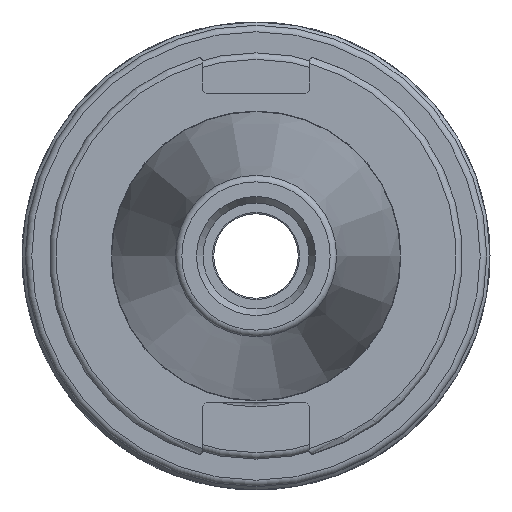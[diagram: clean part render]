
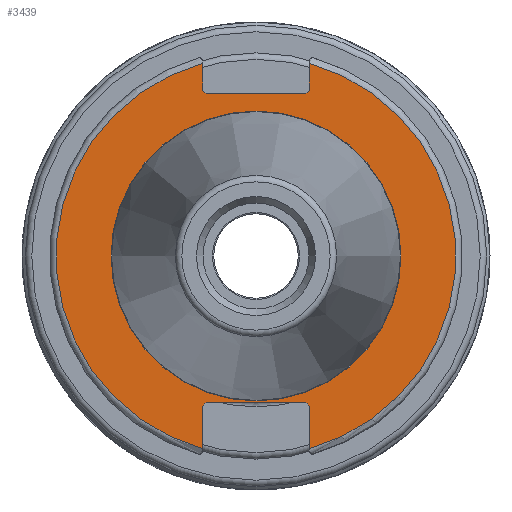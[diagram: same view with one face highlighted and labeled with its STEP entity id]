
A CAD part, left-side view. The second image highlights one B-rep face of the part: STEP entity #3439.
In plain terms, the highlighted planar face has unit normal (-1, 0, 0).
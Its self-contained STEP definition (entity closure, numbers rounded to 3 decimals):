
#200=FACE_BOUND('',#538,.T.);
#222=PLANE('',#3779);
#332=FACE_OUTER_BOUND('',#537,.T.);
#537=EDGE_LOOP('',(#2479,#2480,#2481,#2482,#2483,#2484,#2485,#2486,#2487,
#2488,#2489,#2490));
#538=EDGE_LOOP('',(#2491,#2492));
#725=LINE('',#5319,#966);
#726=LINE('',#5321,#967);
#727=LINE('',#5323,#968);
#728=LINE('',#5325,#969);
#729=LINE('',#5327,#970);
#730=LINE('',#5331,#971);
#731=LINE('',#5333,#972);
#732=LINE('',#5335,#973);
#733=LINE('',#5337,#974);
#734=LINE('',#5338,#975);
#966=VECTOR('',#4310,10.);
#967=VECTOR('',#4311,10.);
#968=VECTOR('',#4312,10.);
#969=VECTOR('',#4313,10.);
#970=VECTOR('',#4314,10.);
#971=VECTOR('',#4317,10.);
#972=VECTOR('',#4318,10.);
#973=VECTOR('',#4319,10.);
#974=VECTOR('',#4320,10.);
#975=VECTOR('',#4321,10.);
#1259=CIRCLE('',#3775,22.3);
#1260=CIRCLE('',#3776,22.3);
#1263=CIRCLE('',#3780,30.75);
#1264=CIRCLE('',#3781,30.75);
#1467=VERTEX_POINT('',#5306);
#1468=VERTEX_POINT('',#5308);
#1470=VERTEX_POINT('',#5315);
#1471=VERTEX_POINT('',#5316);
#1472=VERTEX_POINT('',#5318);
#1473=VERTEX_POINT('',#5320);
#1474=VERTEX_POINT('',#5322);
#1475=VERTEX_POINT('',#5324);
#1476=VERTEX_POINT('',#5326);
#1477=VERTEX_POINT('',#5328);
#1478=VERTEX_POINT('',#5330);
#1479=VERTEX_POINT('',#5332);
#1480=VERTEX_POINT('',#5334);
#1481=VERTEX_POINT('',#5336);
#1854=EDGE_CURVE('',#1467,#1468,#1259,.T.);
#1855=EDGE_CURVE('',#1468,#1467,#1260,.T.);
#1858=EDGE_CURVE('',#1470,#1471,#1263,.T.);
#1859=EDGE_CURVE('',#1470,#1472,#725,.T.);
#1860=EDGE_CURVE('',#1473,#1472,#726,.T.);
#1861=EDGE_CURVE('',#1473,#1474,#727,.T.);
#1862=EDGE_CURVE('',#1475,#1474,#728,.T.);
#1863=EDGE_CURVE('',#1475,#1476,#729,.T.);
#1864=EDGE_CURVE('',#1477,#1476,#1264,.T.);
#1865=EDGE_CURVE('',#1477,#1478,#730,.T.);
#1866=EDGE_CURVE('',#1479,#1478,#731,.T.);
#1867=EDGE_CURVE('',#1479,#1480,#732,.T.);
#1868=EDGE_CURVE('',#1481,#1480,#733,.T.);
#1869=EDGE_CURVE('',#1481,#1471,#734,.T.);
#2479=ORIENTED_EDGE('',*,*,#1858,.F.);
#2480=ORIENTED_EDGE('',*,*,#1859,.T.);
#2481=ORIENTED_EDGE('',*,*,#1860,.F.);
#2482=ORIENTED_EDGE('',*,*,#1861,.T.);
#2483=ORIENTED_EDGE('',*,*,#1862,.F.);
#2484=ORIENTED_EDGE('',*,*,#1863,.T.);
#2485=ORIENTED_EDGE('',*,*,#1864,.F.);
#2486=ORIENTED_EDGE('',*,*,#1865,.T.);
#2487=ORIENTED_EDGE('',*,*,#1866,.F.);
#2488=ORIENTED_EDGE('',*,*,#1867,.T.);
#2489=ORIENTED_EDGE('',*,*,#1868,.F.);
#2490=ORIENTED_EDGE('',*,*,#1869,.T.);
#2491=ORIENTED_EDGE('',*,*,#1855,.F.);
#2492=ORIENTED_EDGE('',*,*,#1854,.F.);
#3439=ADVANCED_FACE('',(#332,#200),#222,.T.);
#3775=AXIS2_PLACEMENT_3D('',#5309,#4298,#4299);
#3776=AXIS2_PLACEMENT_3D('',#5310,#4300,#4301);
#3779=AXIS2_PLACEMENT_3D('',#5314,#4306,#4307);
#3780=AXIS2_PLACEMENT_3D('',#5317,#4308,#4309);
#3781=AXIS2_PLACEMENT_3D('',#5329,#4315,#4316);
#4298=DIRECTION('center_axis',(-1.,0.,0.));
#4299=DIRECTION('ref_axis',(0.,-1.,0.));
#4300=DIRECTION('center_axis',(-1.,0.,0.));
#4301=DIRECTION('ref_axis',(0.,-1.,0.));
#4306=DIRECTION('center_axis',(-1.,0.,0.));
#4307=DIRECTION('ref_axis',(0.,0.,1.));
#4308=DIRECTION('center_axis',(1.,0.,0.));
#4309=DIRECTION('ref_axis',(0.,-1.,0.));
#4310=DIRECTION('',(0.,0.,-1.));
#4311=DIRECTION('',(0.,-0.707,0.707));
#4312=DIRECTION('',(0.,1.,0.));
#4313=DIRECTION('',(0.,-0.707,-0.707));
#4314=DIRECTION('',(0.,0.,1.));
#4315=DIRECTION('center_axis',(1.,0.,0.));
#4316=DIRECTION('ref_axis',(0.,1.,0.));
#4317=DIRECTION('',(0.,0.,1.));
#4318=DIRECTION('',(0.,0.707,-0.707));
#4319=DIRECTION('',(0.,-1.,0.));
#4320=DIRECTION('',(0.,0.707,0.707));
#4321=DIRECTION('',(0.,0.,-1.));
#5306=CARTESIAN_POINT('',(3.175,0.,22.3));
#5308=CARTESIAN_POINT('',(3.175,22.3,0.));
#5309=CARTESIAN_POINT('Origin',(3.175,0.,0.));
#5310=CARTESIAN_POINT('Origin',(3.175,0.,0.));
#5314=CARTESIAN_POINT('Origin',(3.175,31.75,0.));
#5315=CARTESIAN_POINT('',(3.175,-8.19,29.639));
#5316=CARTESIAN_POINT('',(3.175,-8.19,-29.639));
#5317=CARTESIAN_POINT('Origin',(3.175,0.,0.));
#5318=CARTESIAN_POINT('',(3.175,-8.19,25.5));
#5319=CARTESIAN_POINT('',(3.175,-8.19,12.5));
#5320=CARTESIAN_POINT('',(3.175,-7.69,25.));
#5321=CARTESIAN_POINT('',(3.175,8.295,9.015));
#5322=CARTESIAN_POINT('',(3.175,7.69,25.));
#5323=CARTESIAN_POINT('',(3.175,15.875,25.));
#5324=CARTESIAN_POINT('',(3.175,8.19,25.5));
#5325=CARTESIAN_POINT('',(3.175,7.58,24.89));
#5326=CARTESIAN_POINT('',(3.175,8.19,29.639));
#5327=CARTESIAN_POINT('',(3.175,8.19,12.5));
#5328=CARTESIAN_POINT('',(3.175,8.19,-29.639));
#5329=CARTESIAN_POINT('Origin',(3.175,0.,0.));
#5330=CARTESIAN_POINT('',(3.175,8.19,-23.1));
#5331=CARTESIAN_POINT('',(3.175,8.19,-11.3));
#5332=CARTESIAN_POINT('',(3.175,7.69,-22.6));
#5333=CARTESIAN_POINT('',(3.175,8.18,-23.09));
#5334=CARTESIAN_POINT('',(3.175,-7.69,-22.6));
#5335=CARTESIAN_POINT('',(3.175,15.875,-22.6));
#5336=CARTESIAN_POINT('',(3.175,-8.19,-23.1));
#5337=CARTESIAN_POINT('',(3.175,7.695,-7.215));
#5338=CARTESIAN_POINT('',(3.175,-8.19,-11.3));
